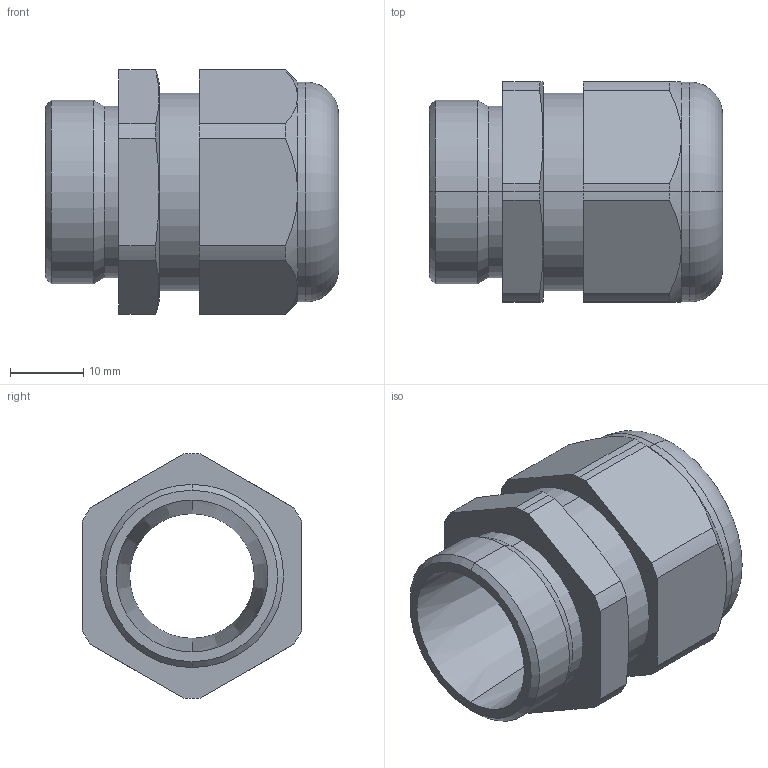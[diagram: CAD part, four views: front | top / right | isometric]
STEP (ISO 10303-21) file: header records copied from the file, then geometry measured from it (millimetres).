
FILE_DESCRIPTION(('HOOPS Exchange Step'),'2;1');
FILE_NAME('export-FFCBE646-1BAF-4FB3-8528-74CB05305591.stp','2025-07-29T12:04:29+02:00',('Engineering'),('Alibre'),'HOOPS Exchange 2024.5','Alibre','Unknown authorisation');
FILE_SCHEMA( ('AP242_MANAGED_MODEL_BASED_3D_ENGINEERING_MIM_LF {1 0 10303 442 1 1 4 }') );
Length unit declared in the file: millimetre
Products named in the file (1): 7296 M25x1.5 - Cable Gland - Black MAX-OPEN 17mm
Bounding box: 40 x 30 x 33.4 mm (x, y, z)
Volume: 15524.6 mm3; surface area: 7173.4 mm2
Topology: 1 solids, 1 shells, 103 faces, 260 edges, 164 vertices
Faces by surface type: cylinder 46, plane 33, cone 22, torus 2
Entity records: 3189 total; most frequent: CARTESIAN_POINT 609, DIRECTION 560, ORIENTED_EDGE 520, EDGE_CURVE 260, AXIS2_PLACEMENT_3D 219, VERTEX_POINT 164, VECTOR 122, LINE 122
